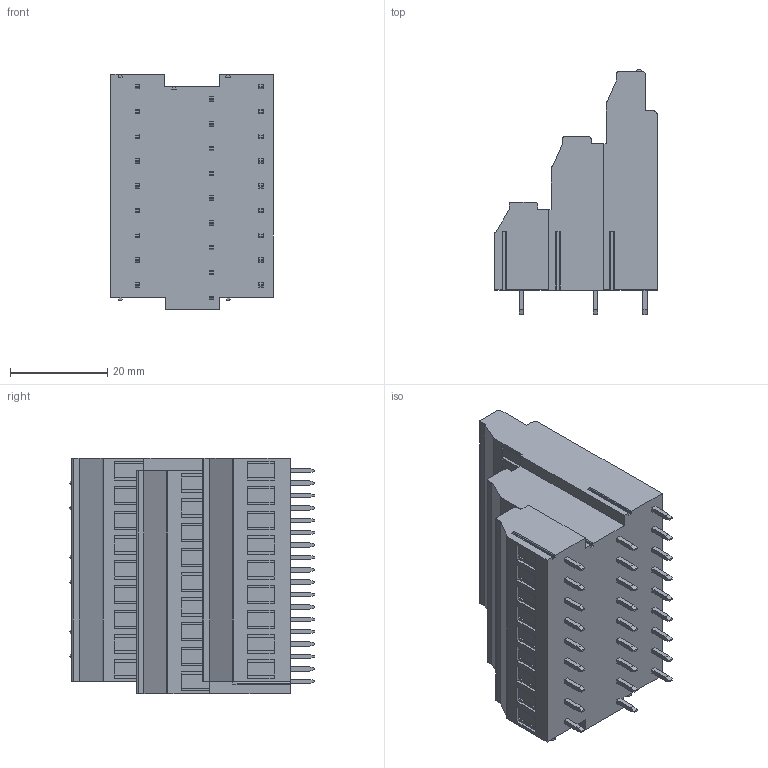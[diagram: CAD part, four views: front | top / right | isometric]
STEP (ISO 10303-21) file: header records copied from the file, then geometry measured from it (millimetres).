
FILE_DESCRIPTION((''),'2;1');
FILE_NAME('TL324VH3-XXP-XS','2025-01-09T17:08:13',('yanfa'),(''),'CREO PARAMETRIC BY PTC INC, 2018100','CREO PARAMETRIC BY PTC INC, 2018100','');
FILE_SCHEMA(('CONFIG_CONTROL_DESIGN','SHAPE_APPEARANCE_LAYERS_GROUPS'));
Length unit declared in the file: millimetre
Products named in the file (1): TL324VH3-XXP-XS
Bounding box: 33.4 x 50.3 x 48.26 mm (x, y, z)
Volume: 42851.5 mm3; surface area: 12711.1 mm2
Topology: 1 solids, 33 shells, 1153 faces, 3015 edges, 1985 vertices
Faces by surface type: plane 953, cylinder 134, torus 54, sphere 12
Entity records: 35313 total; most frequent: CARTESIAN_POINT 6735, ORIENTED_EDGE 6006, DIRECTION 5655, EDGE_CURVE 3003, VECTOR 2441, LINE 2441, VERTEX_POINT 1985, AXIS2_PLACEMENT_3D 1607
